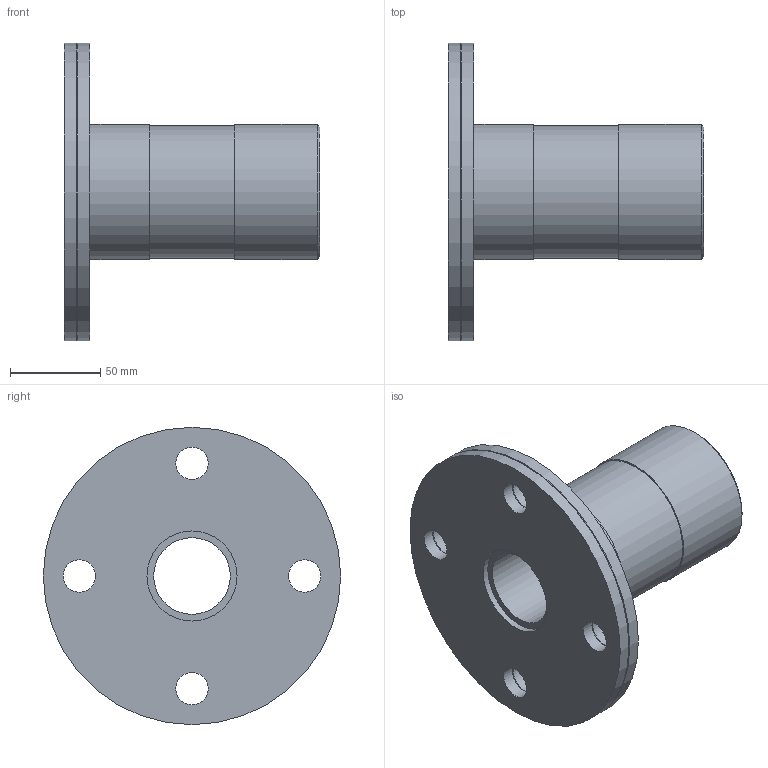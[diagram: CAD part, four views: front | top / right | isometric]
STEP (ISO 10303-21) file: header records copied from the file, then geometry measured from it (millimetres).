
FILE_DESCRIPTION(/* description */ ('PLASSON FLANGE ADAPTOR WITH METAL FLANGE 75-2"'),/* implementation_level */ '2;1');
FILE_NAME(/* name */ '872306075020_182306075020.ipt.stp',/* time_stamp */ '2017-06-08T04:13:03+03:00',/* author */ ('Кирилл'),/* organization */ (''),/* preprocessor_version */ 'ST-DEVELOPER v15.6',/* originating_system */ 'Autodesk Inventor 2015',/* authorisation */ '');
FILE_SCHEMA (('AUTOMOTIVE_DESIGN { 1 0 10303 214 3 1 1 }'));
Length unit declared in the file: millimetre
Products named in the file (1): 872306075020_182306075020
Bounding box: 142 x 165 x 165 mm (x, y, z)
Volume: 620148.5 mm3; surface area: 101572 mm2
Topology: 1 solids, 1 shells, 34 faces, 73 edges, 46 vertices
Faces by surface type: cylinder 16, cone 11, plane 7
Full cylindrical faces by diameter (mm): 18 x8, 42.5 x1, 50 x1, 73.5 x1, 75 x2, 97.5 x1, 165 x2
Entity records: 802 total; most frequent: DIRECTION 146, CARTESIAN_POINT 111, EDGE_LOOP 76, ORIENTED_EDGE 76, AXIS2_PLACEMENT_3D 73, FACE_BOUND 42, CIRCLE 38, VERTEX_POINT 38
